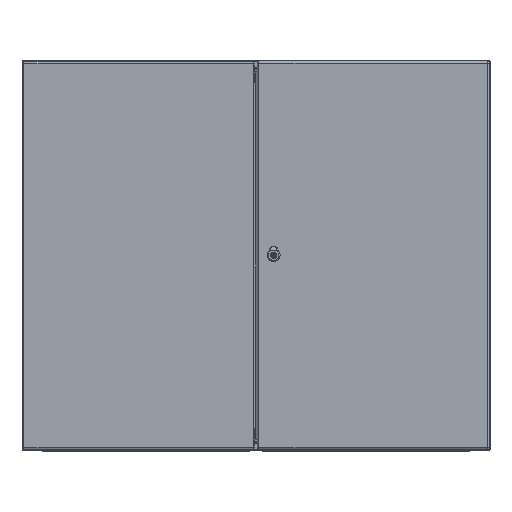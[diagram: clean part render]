
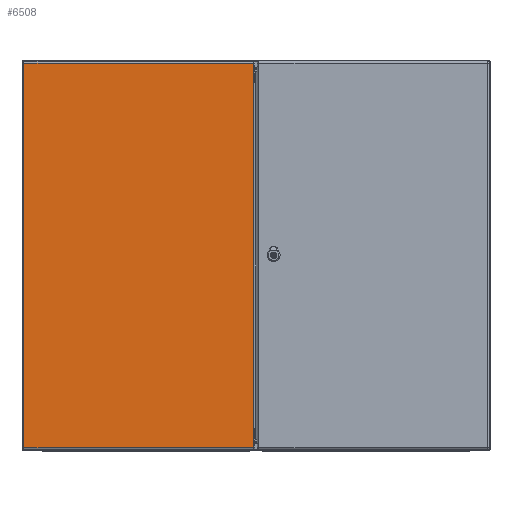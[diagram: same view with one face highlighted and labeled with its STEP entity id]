
A CAD part, top view. The second image highlights one B-rep face of the part: STEP entity #6508.
In plain terms, the highlighted face is planar.
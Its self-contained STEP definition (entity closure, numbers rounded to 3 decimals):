
#6508=ADVANCED_FACE('',(#8061),#7225,.F.);
#7225=PLANE('',#26026);
#8061=FACE_OUTER_BOUND('',#9525,.T.);
#9525=EDGE_LOOP('',(#14387,#14388,#14389,#14390));
#14387=ORIENTED_EDGE('',*,*,#20553,.T.);
#14388=ORIENTED_EDGE('',*,*,#20554,.T.);
#14389=ORIENTED_EDGE('',*,*,#20555,.T.);
#14390=ORIENTED_EDGE('',*,*,#20556,.T.);
#17796=VERTEX_POINT('',#43027);
#17797=VERTEX_POINT('',#43028);
#17798=VERTEX_POINT('',#43030);
#17799=VERTEX_POINT('',#43032);
#20553=EDGE_CURVE('',#17796,#17797,#22423,.T.);
#20554=EDGE_CURVE('',#17797,#17798,#22424,.T.);
#20555=EDGE_CURVE('',#17798,#17799,#22425,.T.);
#20556=EDGE_CURVE('',#17799,#17796,#22426,.T.);
#22423=LINE('',#43026,#23889);
#22424=LINE('',#43029,#23890);
#22425=LINE('',#43031,#23891);
#22426=LINE('',#43033,#23892);
#23889=VECTOR('',#31119,1.);
#23890=VECTOR('',#31120,1.);
#23891=VECTOR('',#31121,1.);
#23892=VECTOR('',#31122,1.);
#26026=AXIS2_PLACEMENT_3D('',#43034,#31123,#31124);
#31119=DIRECTION('',(-1.,0.,0.));
#31120=DIRECTION('',(0.,1.,0.));
#31121=DIRECTION('',(1.,0.,0.));
#31122=DIRECTION('',(0.,-1.,0.));
#31123=DIRECTION('',(0.,0.,1.));
#31124=DIRECTION('',(1.,0.,0.));
#43026=CARTESIAN_POINT('',(0.,-493.5,0.));
#43027=CARTESIAN_POINT('',(294.,-493.5,0.));
#43028=CARTESIAN_POINT('',(-294.,-493.5,0.));
#43029=CARTESIAN_POINT('',(-294.,0.,0.));
#43030=CARTESIAN_POINT('',(-294.,493.5,0.));
#43031=CARTESIAN_POINT('',(0.,493.5,0.));
#43032=CARTESIAN_POINT('',(294.,493.5,0.));
#43033=CARTESIAN_POINT('',(294.,0.,0.));
#43034=CARTESIAN_POINT('',(0.,0.,0.));
